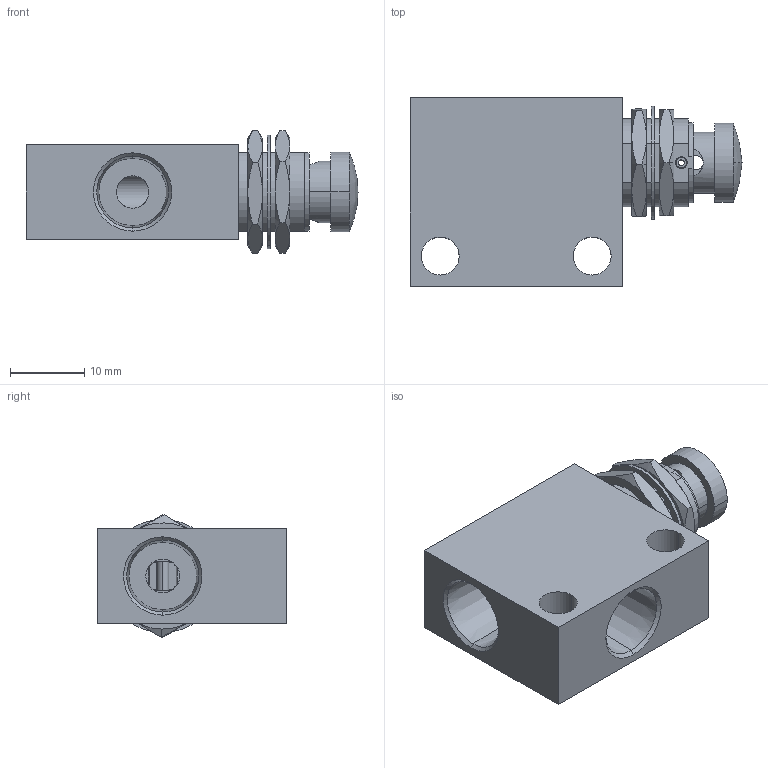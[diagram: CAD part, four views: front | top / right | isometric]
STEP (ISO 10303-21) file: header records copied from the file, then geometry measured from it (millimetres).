
FILE_DESCRIPTION (( 'STEP AP214' ), '1' );
FILE_NAME ('GVS-3C1F-PB.step', '2018-10-25T18:26:06', ( '' ), ( '' ), 'SwSTEP 2.0', 'SolidWorks 2018', '' );
FILE_SCHEMA (( 'AUTOMOTIVE_DESIGN' ));
Length unit declared in the file: inch
Products named in the file (1): GVS-3C1F-PB
Bounding box: 44.68 x 25.4 x 16.51 mm (x, y, z)
Volume: 7954.1 mm3; surface area: 6097.3 mm2
Topology: 6 solids, 6 shells, 254 faces, 652 edges, 413 vertices
Faces by surface type: plane 101, cylinder 95, cone 56, sphere 2
Entity records: 11630 total; most frequent: CARTESIAN_POINT 1944, DIRECTION 1341, ORIENTED_EDGE 1304, EDGE_CURVE 652, AXIS2_PLACEMENT_3D 508, VERTEX_POINT 413, VECTOR 325, LINE 325
